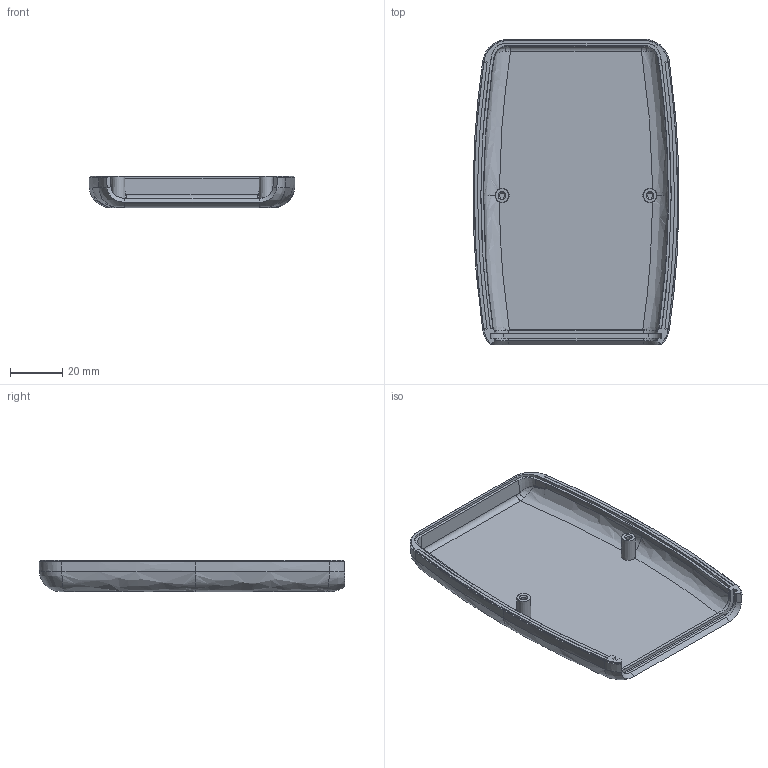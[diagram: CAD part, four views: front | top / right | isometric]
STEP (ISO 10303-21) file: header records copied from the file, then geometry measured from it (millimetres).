
FILE_DESCRIPTION((''),'2;1');
FILE_NAME('1553B Front Assembly.stp','2005-09-19T16:09:09',('rboehler'),(''),'Autodesk Inventor 10','Autodesk Inventor 10','');
FILE_SCHEMA(('AUTOMOTIVE_DESIGN { 1 0 10303 214 1 1 1 1 }'));
Length unit declared in the file: millimetre
Products named in the file (3): 1553B Front Assembly; 1553B front; Overmold B front
Assembly tree (2 placements, depth 2):
  1553B Front Assembly
    1553B front
    Overmold B front
Bounding box: 78.97 x 117.23 x 12 mm (x, y, z)
Volume: 30546.2 mm3; surface area: 29559.4 mm2
Topology: 3 solids, 3 shells, 162 faces, 411 edges, 258 vertices
Faces by surface type: bspline 100, plane 51, cone 6, cylinder 5
Entity records: 11932 total; most frequent: CARTESIAN_POINT 8721, ORIENTED_EDGE 808, EDGE_CURVE 404, DIRECTION 355, VERTEX_POINT 257, B_SPLINE_CURVE_WITH_KNOTS 228, EDGE_LOOP 171, FACE_OUTER_BOUND 162
